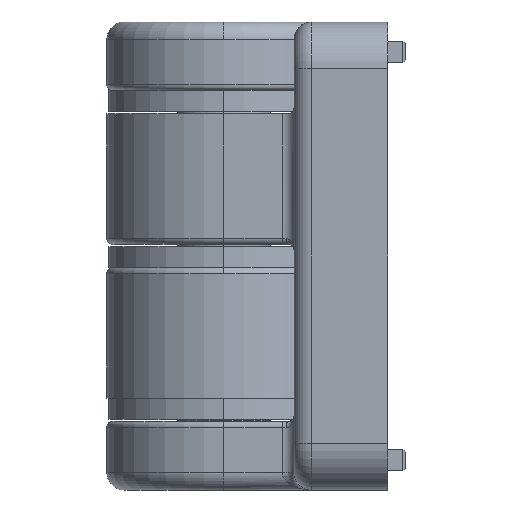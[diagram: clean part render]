
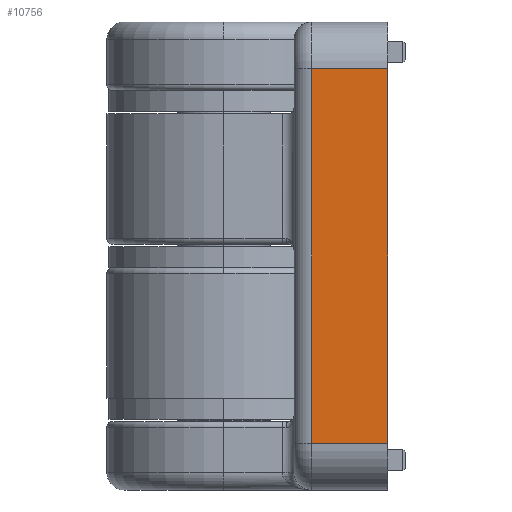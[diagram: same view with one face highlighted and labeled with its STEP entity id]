
A CAD part, left-side view. The second image highlights one B-rep face of the part: STEP entity #10756.
In plain terms, the highlighted planar face has unit normal (-1, 0, 0).
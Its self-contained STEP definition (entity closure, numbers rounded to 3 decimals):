
#7320=DIRECTION('',(0.,0.,-1.));
#7321=VECTOR('',#7320,32.);
#7322=CARTESIAN_POINT('',(-37.,-14.,16.));
#7323=LINE('',#7322,#7321);
#7733=DIRECTION('',(0.,0.,1.));
#7734=VECTOR('',#7733,32.);
#7735=CARTESIAN_POINT('',(-37.,-7.5,-16.));
#7736=LINE('',#7735,#7734);
#8206=DIRECTION('',(0.,-1.,0.));
#8207=VECTOR('',#8206,6.5);
#8208=CARTESIAN_POINT('',(-37.,-7.5,16.));
#8209=LINE('',#8208,#8207);
#8213=DIRECTION('',(0.,1.,0.));
#8214=VECTOR('',#8213,6.5);
#8215=CARTESIAN_POINT('',(-37.,-14.,-16.));
#8216=LINE('',#8215,#8214);
#9247=CARTESIAN_POINT('',(-37.,-14.,16.));
#9248=CARTESIAN_POINT('',(-37.,-14.,-16.));
#9249=VERTEX_POINT('',#9247);
#9250=VERTEX_POINT('',#9248);
#9339=CARTESIAN_POINT('',(-37.,-7.5,16.));
#9340=VERTEX_POINT('',#9339);
#9361=CARTESIAN_POINT('',(-37.,-7.5,-16.));
#9362=VERTEX_POINT('',#9361);
#10744=CARTESIAN_POINT('',(-37.,-6.,-20.));
#10745=DIRECTION('',(-1.,0.,0.));
#10746=DIRECTION('',(0.,0.,1.));
#10747=AXIS2_PLACEMENT_3D('',#10744,#10745,#10746);
#10748=PLANE('',#10747);
#10749=ORIENTED_EDGE('',*,*,#10731,.T.);
#10750=ORIENTED_EDGE('',*,*,#9692,.T.);
#10752=ORIENTED_EDGE('',*,*,#10751,.T.);
#10753=ORIENTED_EDGE('',*,*,#10090,.T.);
#10754=EDGE_LOOP('',(#10749,#10750,#10752,#10753));
#10755=FACE_OUTER_BOUND('',#10754,.F.);
#9692=EDGE_CURVE('',#9249,#9250,#7323,.T.);
#10090=EDGE_CURVE('',#9362,#9340,#7736,.T.);
#10731=EDGE_CURVE('',#9340,#9249,#8209,.T.);
#10751=EDGE_CURVE('',#9250,#9362,#8216,.T.);
#10756=ADVANCED_FACE('',(#10755),#10748,.T.);
